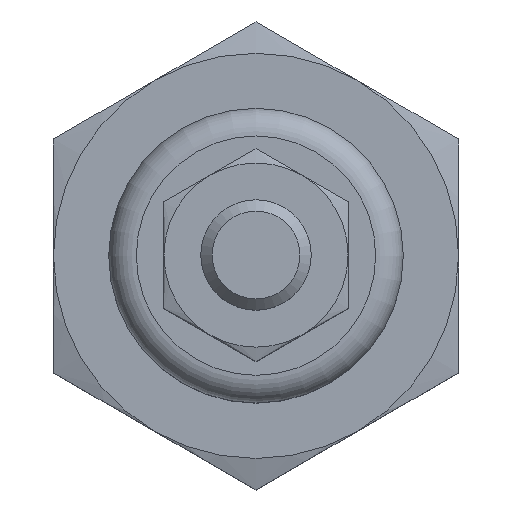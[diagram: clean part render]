
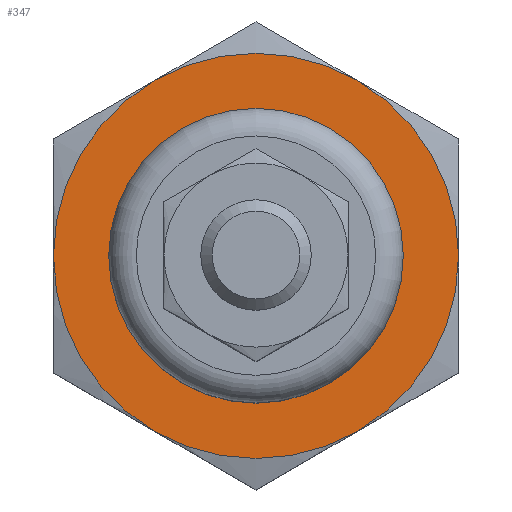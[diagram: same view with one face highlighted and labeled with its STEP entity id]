
A CAD part, top view. The second image highlights one B-rep face of the part: STEP entity #347.
In plain terms, the highlighted face is planar.
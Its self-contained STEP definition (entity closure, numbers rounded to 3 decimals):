
#347 = ADVANCED_FACE( '', ( #584, #585 ), #586, .F. );
#584 = FACE_OUTER_BOUND( '', #838, .T. );
#585 = FACE_BOUND( '', #839, .T. );
#586 = PLANE( '', #840 );
#838 = EDGE_LOOP( '', ( #1496, #1497, #1498, #1499, #1500, #1501 ) );
#839 = EDGE_LOOP( '', ( #1502 ) );
#840 = AXIS2_PLACEMENT_3D( '', #1503, #1504, #1505 );
#1496 = ORIENTED_EDGE( '', *, *, #1767, .F. );
#1497 = ORIENTED_EDGE( '', *, *, #1768, .F. );
#1498 = ORIENTED_EDGE( '', *, *, #1766, .F. );
#1499 = ORIENTED_EDGE( '', *, *, #1764, .F. );
#1500 = ORIENTED_EDGE( '', *, *, #1765, .F. );
#1501 = ORIENTED_EDGE( '', *, *, #1769, .F. );
#1502 = ORIENTED_EDGE( '', *, *, #1770, .T. );
#1503 = CARTESIAN_POINT( '', ( -3., 0., 0. ) );
#1504 = DIRECTION( '', ( 1., 0., 0. ) );
#1505 = DIRECTION( '', ( 0., 0., -1. ) );
#1764 = EDGE_CURVE( '', #2051, #2088, #2092, .T. );
#1765 = EDGE_CURVE( '', #2060, #2051, #2093, .T. );
#1766 = EDGE_CURVE( '', #2088, #2084, #2094, .T. );
#1767 = EDGE_CURVE( '', #2078, #2095, #2096, .T. );
#1768 = EDGE_CURVE( '', #2084, #2078, #2097, .T. );
#1769 = EDGE_CURVE( '', #2095, #2060, #2098, .T. );
#1770 = EDGE_CURVE( '', #2099, #2099, #2100, .T. );
#2051 = VERTEX_POINT( '', #2587 );
#2060 = VERTEX_POINT( '', #2617 );
#2078 = VERTEX_POINT( '', #2667 );
#2084 = VERTEX_POINT( '', #2689 );
#2088 = VERTEX_POINT( '', #2708 );
#2092 = CIRCLE( '', #2722, 11. );
#2093 = CIRCLE( '', #2723, 11. );
#2094 = CIRCLE( '', #2724, 11. );
#2095 = VERTEX_POINT( '', #2725 );
#2096 = CIRCLE( '', #2726, 11. );
#2097 = CIRCLE( '', #2727, 11. );
#2098 = CIRCLE( '', #2728, 11. );
#2099 = VERTEX_POINT( '', #2729 );
#2100 = CIRCLE( '', #2730, 8. );
#2587 = CARTESIAN_POINT( '', ( -3., 0., 11. ) );
#2617 = CARTESIAN_POINT( '', ( -3., 9.526, 5.5 ) );
#2667 = CARTESIAN_POINT( '', ( -3., 0., -11. ) );
#2689 = CARTESIAN_POINT( '', ( -3., -9.526, -5.5 ) );
#2708 = CARTESIAN_POINT( '', ( -3., -9.526, 5.5 ) );
#2722 = AXIS2_PLACEMENT_3D( '', #3042, #3043, #3044 );
#2723 = AXIS2_PLACEMENT_3D( '', #3045, #3046, #3047 );
#2724 = AXIS2_PLACEMENT_3D( '', #3048, #3049, #3050 );
#2725 = CARTESIAN_POINT( '', ( -3., 9.526, -5.5 ) );
#2726 = AXIS2_PLACEMENT_3D( '', #3051, #3052, #3053 );
#2727 = AXIS2_PLACEMENT_3D( '', #3054, #3055, #3056 );
#2728 = AXIS2_PLACEMENT_3D( '', #3057, #3058, #3059 );
#2729 = CARTESIAN_POINT( '', ( -3., 0., -8. ) );
#2730 = AXIS2_PLACEMENT_3D( '', #3060, #3061, #3062 );
#3042 = CARTESIAN_POINT( '', ( -3., 0., 0. ) );
#3043 = DIRECTION( '', ( 1., 0., 0. ) );
#3044 = DIRECTION( '', ( 0., 0., -1. ) );
#3045 = CARTESIAN_POINT( '', ( -3., 0., 0. ) );
#3046 = DIRECTION( '', ( 1., 0., 0. ) );
#3047 = DIRECTION( '', ( 0., 0., -1. ) );
#3048 = CARTESIAN_POINT( '', ( -3., 0., 0. ) );
#3049 = DIRECTION( '', ( 1., 0., 0. ) );
#3050 = DIRECTION( '', ( 0., 0., -1. ) );
#3051 = CARTESIAN_POINT( '', ( -3., 0., 0. ) );
#3052 = DIRECTION( '', ( 1., 0., 0. ) );
#3053 = DIRECTION( '', ( 0., 0., -1. ) );
#3054 = CARTESIAN_POINT( '', ( -3., 0., 0. ) );
#3055 = DIRECTION( '', ( 1., 0., 0. ) );
#3056 = DIRECTION( '', ( 0., 0., -1. ) );
#3057 = CARTESIAN_POINT( '', ( -3., 0., 0. ) );
#3058 = DIRECTION( '', ( 1., 0., 0. ) );
#3059 = DIRECTION( '', ( 0., 0., -1. ) );
#3060 = CARTESIAN_POINT( '', ( -3., 0., 0. ) );
#3061 = DIRECTION( '', ( 1., 0., 0. ) );
#3062 = DIRECTION( '', ( 0., 0., -1. ) );
